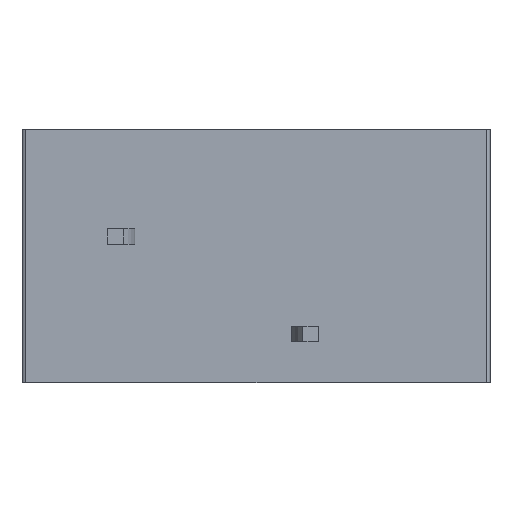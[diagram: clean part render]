
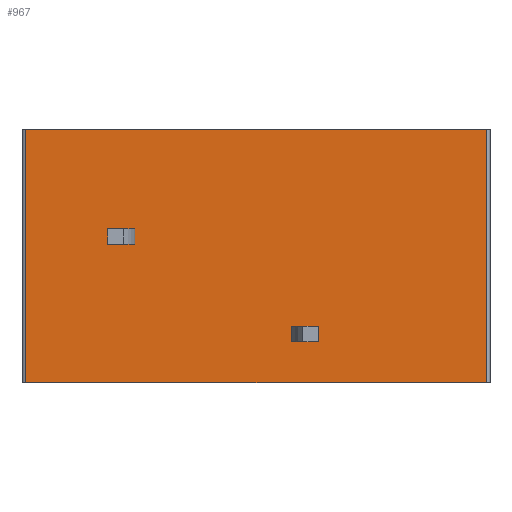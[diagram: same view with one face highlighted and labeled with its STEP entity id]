
A CAD part, front view. The second image highlights one B-rep face of the part: STEP entity #967.
In plain terms, the highlighted planar face has unit normal (0, -1, 0).
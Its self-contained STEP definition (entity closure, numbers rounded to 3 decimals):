
#42=DIRECTION('',(1.,0.,0.));
#43=VECTOR('',#42,11.8);
#44=CARTESIAN_POINT('',(-5.9,-5.75,-3.75));
#45=LINE('',#44,#43);
#63=DIRECTION('',(0.,0.,-1.));
#64=VECTOR('',#63,6.5);
#65=CARTESIAN_POINT('',(5.9,-5.75,2.75));
#66=LINE('',#65,#64);
#67=DIRECTION('',(0.,0.,-1.));
#68=VECTOR('',#67,6.5);
#69=CARTESIAN_POINT('',(-5.9,-5.75,2.75));
#70=LINE('',#69,#68);
#71=DIRECTION('',(1.,0.,0.));
#72=VECTOR('',#71,0.4);
#73=CARTESIAN_POINT('',(-3.8,-5.75,-0.2));
#74=LINE('',#73,#72);
#75=DIRECTION('',(0.,0.,1.));
#76=VECTOR('',#75,0.4);
#77=CARTESIAN_POINT('',(-3.4,-5.75,-0.2));
#78=LINE('',#77,#76);
#79=DIRECTION('',(1.,0.,0.));
#80=VECTOR('',#79,0.4);
#81=CARTESIAN_POINT('',(-3.8,-5.75,0.2));
#82=LINE('',#81,#80);
#83=DIRECTION('',(0.,0.,1.));
#84=VECTOR('',#83,0.4);
#85=CARTESIAN_POINT('',(-3.8,-5.75,-0.2));
#86=LINE('',#85,#84);
#87=DIRECTION('',(1.,0.,0.));
#88=VECTOR('',#87,0.4);
#89=CARTESIAN_POINT('',(1.2,-5.75,-2.7));
#90=LINE('',#89,#88);
#91=DIRECTION('',(0.,0.,1.));
#92=VECTOR('',#91,0.4);
#93=CARTESIAN_POINT('',(1.6,-5.75,-2.7));
#94=LINE('',#93,#92);
#95=DIRECTION('',(1.,0.,0.));
#96=VECTOR('',#95,0.4);
#97=CARTESIAN_POINT('',(1.2,-5.75,-2.3));
#98=LINE('',#97,#96);
#99=DIRECTION('',(0.,0.,1.));
#100=VECTOR('',#99,0.4);
#101=CARTESIAN_POINT('',(1.2,-5.75,-2.7));
#102=LINE('',#101,#100);
#133=DIRECTION('',(1.,0.,0.));
#134=VECTOR('',#133,11.8);
#135=CARTESIAN_POINT('',(-5.9,-5.75,2.75));
#136=LINE('',#135,#134);
#714=CARTESIAN_POINT('',(5.9,-5.75,-3.75));
#716=VERTEX_POINT('',#714);
#717=CARTESIAN_POINT('',(5.9,-5.75,2.75));
#718=VERTEX_POINT('',#717);
#745=CARTESIAN_POINT('',(-5.9,-5.75,-3.75));
#747=VERTEX_POINT('',#745);
#751=CARTESIAN_POINT('',(-5.9,-5.75,2.75));
#752=VERTEX_POINT('',#751);
#777=CARTESIAN_POINT('',(-3.8,-5.75,-0.2));
#778=CARTESIAN_POINT('',(-3.4,-5.75,-0.2));
#779=VERTEX_POINT('',#777);
#780=VERTEX_POINT('',#778);
#781=CARTESIAN_POINT('',(-3.8,-5.75,0.2));
#782=CARTESIAN_POINT('',(-3.4,-5.75,0.2));
#783=VERTEX_POINT('',#781);
#784=VERTEX_POINT('',#782);
#809=CARTESIAN_POINT('',(1.2,-5.75,-2.7));
#810=CARTESIAN_POINT('',(1.6,-5.75,-2.7));
#811=VERTEX_POINT('',#809);
#812=VERTEX_POINT('',#810);
#813=CARTESIAN_POINT('',(1.2,-5.75,-2.3));
#814=CARTESIAN_POINT('',(1.6,-5.75,-2.3));
#815=VERTEX_POINT('',#813);
#816=VERTEX_POINT('',#814);
#934=CARTESIAN_POINT('',(-6.,-5.75,-3.75));
#935=DIRECTION('',(0.,-1.,0.));
#936=DIRECTION('',(1.,0.,0.));
#937=AXIS2_PLACEMENT_3D('',#934,#935,#936);
#938=PLANE('',#937);
#939=ORIENTED_EDGE('',*,*,#926,.T.);
#940=ORIENTED_EDGE('',*,*,#882,.F.);
#942=ORIENTED_EDGE('',*,*,#941,.F.);
#944=ORIENTED_EDGE('',*,*,#943,.T.);
#945=EDGE_LOOP('',(#939,#940,#942,#944));
#946=FACE_OUTER_BOUND('',#945,.F.);
#948=ORIENTED_EDGE('',*,*,#947,.T.);
#950=ORIENTED_EDGE('',*,*,#949,.T.);
#952=ORIENTED_EDGE('',*,*,#951,.F.);
#954=ORIENTED_EDGE('',*,*,#953,.F.);
#955=EDGE_LOOP('',(#948,#950,#952,#954));
#956=FACE_BOUND('',#955,.F.);
#958=ORIENTED_EDGE('',*,*,#957,.T.);
#960=ORIENTED_EDGE('',*,*,#959,.T.);
#962=ORIENTED_EDGE('',*,*,#961,.F.);
#964=ORIENTED_EDGE('',*,*,#963,.F.);
#965=EDGE_LOOP('',(#958,#960,#962,#964));
#966=FACE_BOUND('',#965,.F.);
#967=ADVANCED_FACE('',(#946,#956,#966),#938,.T.);
#882=EDGE_CURVE('',#747,#716,#45,.T.);
#926=EDGE_CURVE('',#718,#716,#66,.T.);
#941=EDGE_CURVE('',#752,#747,#70,.T.);
#943=EDGE_CURVE('',#752,#718,#136,.T.);
#947=EDGE_CURVE('',#779,#780,#74,.T.);
#949=EDGE_CURVE('',#780,#784,#78,.T.);
#951=EDGE_CURVE('',#783,#784,#82,.T.);
#953=EDGE_CURVE('',#779,#783,#86,.T.);
#957=EDGE_CURVE('',#811,#812,#90,.T.);
#959=EDGE_CURVE('',#812,#816,#94,.T.);
#961=EDGE_CURVE('',#815,#816,#98,.T.);
#963=EDGE_CURVE('',#811,#815,#102,.T.);
